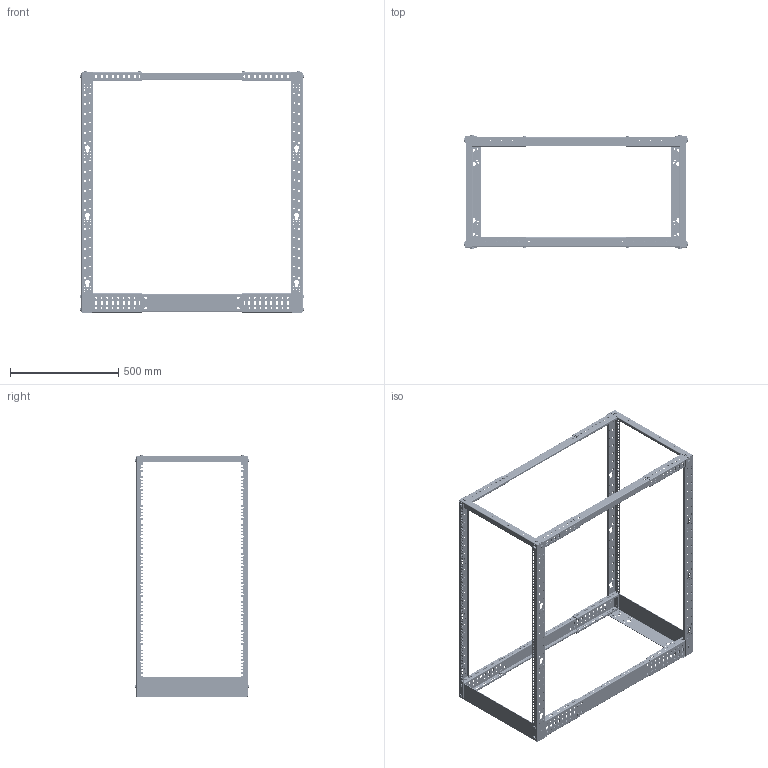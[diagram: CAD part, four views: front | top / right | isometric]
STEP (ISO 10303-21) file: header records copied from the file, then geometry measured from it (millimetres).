
FILE_DESCRIPTION (( 'STEP AP214' ), '1' );
FILE_NAME ('00406902_3D.STEP', '2022-02-28T17:21:24', ( '' ), ( '' ), 'SwSTEP 2.0', 'SolidWorks 2021', '' );
FILE_SCHEMA (( 'AUTOMOTIVE_DESIGN' ));
Length unit declared in the file: inch
Products named in the file (22): 00406902_3D; M10_12_1^SHUANG_ASM_1_00406902; Copy of PRT0008_1^SHUANG_ASM_1_00406902; SHUANG_AF0_ASM_1^00406902; M10_12_1^SHUANG_AF0_ASM_1_00406902; PRT0001YOU_1^SHUANG_ASM_1_00406902; M10_12_1^00406902; PRT0002_1^00406902; PRT0007_1^SHUANG_AF0_ASM_1_00406902; SHUANG_ASM_1^00406902; PRT0006_1^00406902; PRT0001YOU_1^SHUANG_AF0_ASM_1_00406902; Copy of PRT0009_1^SHUANG_ASM_1_00406902; PRT0001_1^SHUANG_AF0_ASM_1_00406902; PRT0003_1^SHUANG_AF0_ASM_1_00406902; PRT0003YOU_1^SHUANG_ASM_1_00406902; PRT0007_1^SHUANG_ASM_1_00406902; PRT0009_1^SHUANG_AF0_ASM_1_00406902; PRT0001_1^SHUANG_ASM_1_00406902; PRT0003YOU_1^SHUANG_AF0_ASM_1_00406902; PRT0008_1^SHUANG_AF0_ASM_1_00406902; PRT0003_1^SHUANG_ASM_1_00406902
Assembly tree (58 placements, depth 3):
  00406902_3D
    SHUANG_AF0_ASM_1^00406902
      PRT0001_1^SHUANG_AF0_ASM_1_00406902
      PRT0001YOU_1^SHUANG_AF0_ASM_1_00406902
      PRT0007_1^SHUANG_AF0_ASM_1_00406902  x2
      PRT0003_1^SHUANG_AF0_ASM_1_00406902
      PRT0003YOU_1^SHUANG_AF0_ASM_1_00406902
      PRT0009_1^SHUANG_AF0_ASM_1_00406902
      PRT0008_1^SHUANG_AF0_ASM_1_00406902
      M10_12_1^SHUANG_AF0_ASM_1_00406902  x12
    SHUANG_ASM_1^00406902
      PRT0001_1^SHUANG_ASM_1_00406902
      PRT0001YOU_1^SHUANG_ASM_1_00406902
      PRT0007_1^SHUANG_ASM_1_00406902  x2
      PRT0003_1^SHUANG_ASM_1_00406902
      PRT0003YOU_1^SHUANG_ASM_1_00406902
      Copy of PRT0009_1^SHUANG_ASM_1_00406902
      Copy of PRT0008_1^SHUANG_ASM_1_00406902
      M10_12_1^SHUANG_ASM_1_00406902  x12
    PRT0006_1^00406902  x2
    PRT0002_1^00406902  x2
    M10_12_1^00406902  x12
Bounding box: 1033.4 x 524.5 x 1122.4 mm (x, y, z)
Volume: 2468681.5 mm3; surface area: 2414611 mm2
Topology: 56 solids, 56 shells, 4960 faces, 14204 edges, 9392 vertices
Faces by surface type: plane 2580, cylinder 2164, bspline 216
Entity records: 121532 total; most frequent: CARTESIAN_POINT 25901, ORIENTED_EDGE 19656, DIRECTION 18881, EDGE_CURVE 9828, LINE 7243, VECTOR 7243, VERTEX_POINT 6524, AXIS2_PLACEMENT_3D 5819
